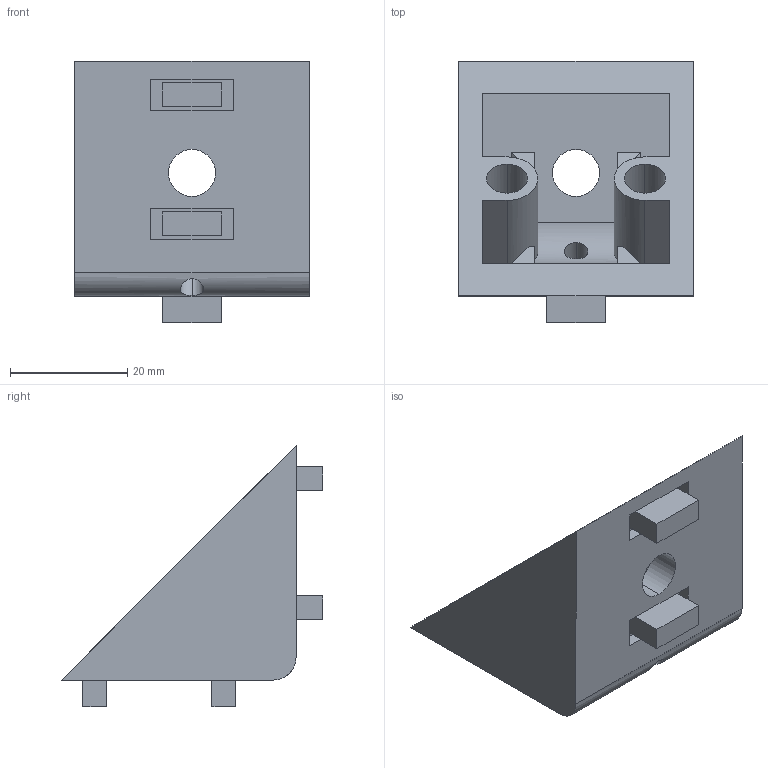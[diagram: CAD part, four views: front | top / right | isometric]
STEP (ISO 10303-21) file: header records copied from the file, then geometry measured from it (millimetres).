
FILE_DESCRIPTION (( 'STEP AP214' ), '1' );
FILE_NAME ('B832 Óãëîâîé àëþìèíèåâûé ñîåäèíèòåëü 40õ40S, ïàç 10.STEP', '2025-07-17T06:34:33', ( '' ), ( '' ), 'SwSTEP 2.0', 'SolidWorks 2025', '' );
FILE_SCHEMA (( 'AUTOMOTIVE_DESIGN' ));
Length unit declared in the file: millimetre
Products named in the file (1): B832 Угловой алюминиевый соединитель 40х40S, паз 10
Bounding box: 40 x 44.5 x 44.5 mm (x, y, z)
Volume: 20399 mm3; surface area: 10782.7 mm2
Topology: 1 solids, 1 shells, 91 faces, 222 edges, 148 vertices
Faces by surface type: plane 75, cylinder 16
Entity records: 2947 total; most frequent: CARTESIAN_POINT 774, ORIENTED_EDGE 444, DIRECTION 408, EDGE_CURVE 222, LINE 192, VECTOR 192, VERTEX_POINT 148, EDGE_LOOP 112
